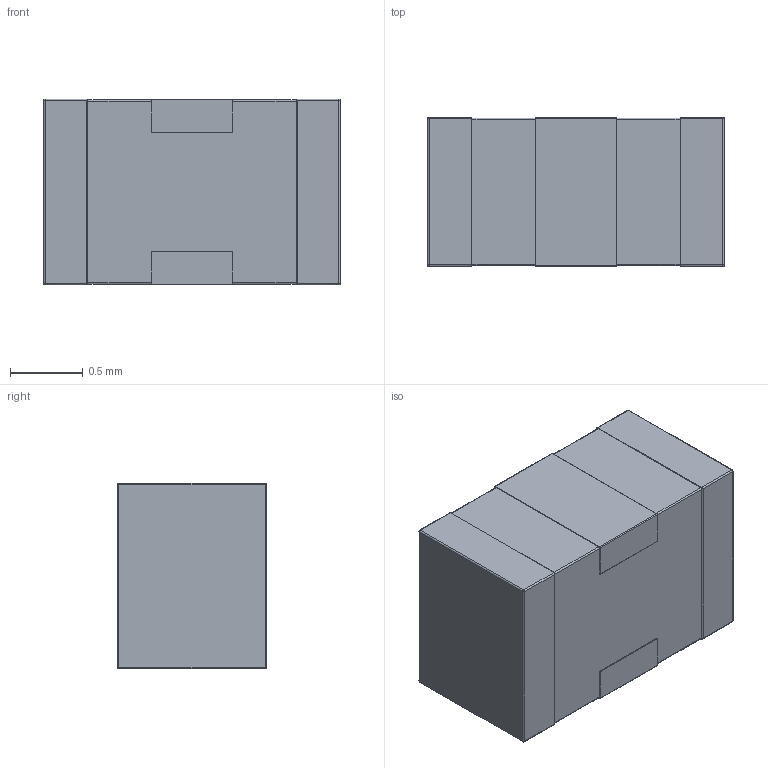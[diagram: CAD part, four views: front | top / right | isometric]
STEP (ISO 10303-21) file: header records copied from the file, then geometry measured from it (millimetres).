
FILE_DESCRIPTION (( 'STEP AP214' ), '1' );
FILE_NAME ('250X15W104MV4E.STEP', '2024-08-27T11:19:56', ( '' ), ( '' ), 'SwSTEP 2.0', 'SolidWorks 2024', '' );
FILE_SCHEMA (( 'AUTOMOTIVE_DESIGN' ));
Length unit declared in the file: millimetre
Products named in the file (1): 250X15W104MV4E
Bounding box: 2.04 x 1.03 x 1.28 mm (x, y, z)
Volume: 2.7 mm3; surface area: 12 mm2
Topology: 1 solids, 1 shells, 70 faces, 184 edges, 108 vertices
Faces by surface type: plane 32, cylinder 30, sphere 8
Entity records: 2285 total; most frequent: CARTESIAN_POINT 415, DIRECTION 362, ORIENTED_EDGE 352, EDGE_CURVE 176, AXIS2_PLACEMENT_3D 123, LINE 116, VECTOR 116, VERTEX_POINT 108
